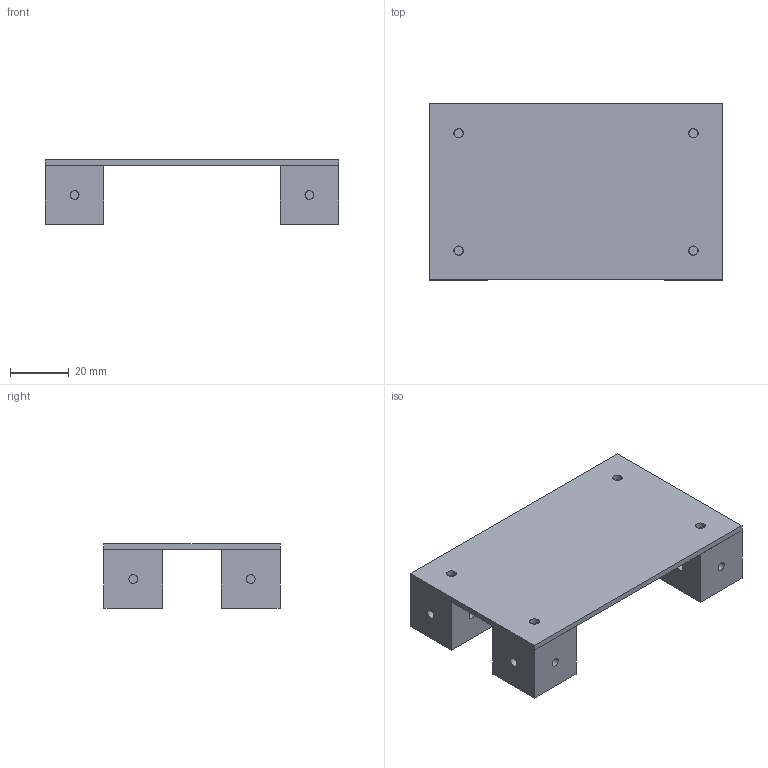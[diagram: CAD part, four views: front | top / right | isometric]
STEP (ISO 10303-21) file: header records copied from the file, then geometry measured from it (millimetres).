
FILE_DESCRIPTION(('Open CASCADE Model'),'2;1');
FILE_NAME('Open CASCADE Shape Model','2025-08-01T16:57:51',('Author'),( 'Open CASCADE'),'Open CASCADE STEP processor 7.8','build123d', 'Unknown');
FILE_SCHEMA(('AUTOMOTIVE_DESIGN { 1 0 10303 214 1 1 1 1 }'));
Length unit declared in the file: millimetre
Products named in the file (6): ASSEMBLY; bottom_base; connect
Assembly tree (5 placements, depth 2):
  ASSEMBLY
    bottom_base
    connect
    connect
    connect
    connect
Bounding box: 100 x 60 x 22 mm (x, y, z)
Volume: 43426.7 mm3; surface area: 22934.7 mm2
Topology: 5 solids, 5 shells, 82 faces, 144 edges, 96 vertices
Faces by surface type: plane 54, cylinder 28
Full cylindrical faces by diameter (mm): 3 x24, 3.2 x4
Entity records: 4042 total; most frequent: CARTESIAN_POINT 688, DIRECTION 652, LINE 320, VECTOR 320, ORIENTED_EDGE 288, PCURVE 288, DEFINITIONAL_REPRESENTATION 288, AXIS2_PLACEMENT_3D 144
